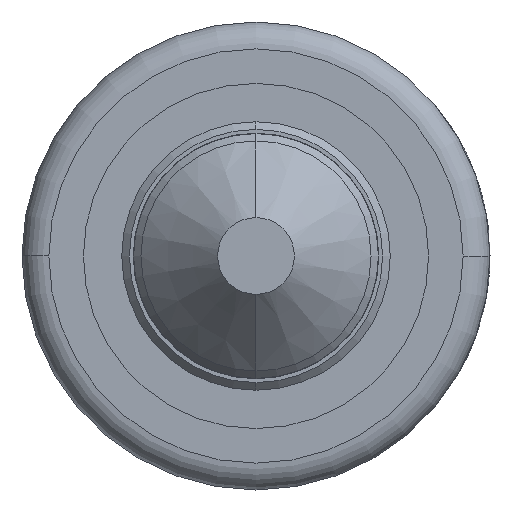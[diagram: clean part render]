
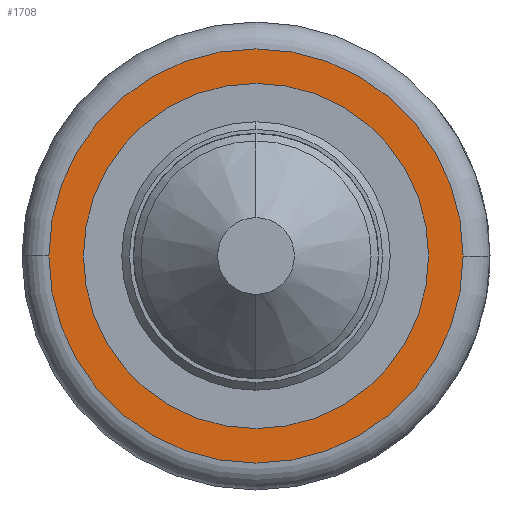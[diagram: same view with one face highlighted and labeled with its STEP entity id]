
A CAD part, left-side view. The second image highlights one B-rep face of the part: STEP entity #1708.
In plain terms, the highlighted face is planar.
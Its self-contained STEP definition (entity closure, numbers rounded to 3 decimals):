
#57 = ORIENTED_EDGE ( 'NONE', *, *, #10252, .T. ) ;
#424 = DIRECTION ( 'NONE',  ( 0., 0., 1. ) ) ;
#485 = CARTESIAN_POINT ( 'NONE',  ( 0., 13.9, 0. ) ) ;
#1326 = VERTEX_POINT ( 'NONE', #15732 ) ;
#1384 = AXIS2_PLACEMENT_3D ( 'NONE', #10134, #15957, #14124 ) ;
#1510 = CARTESIAN_POINT ( 'NONE',  ( 0., 13.9, 0. ) ) ;
#1708 = ADVANCED_FACE ( 'NONE', ( #9501 ), #3194, .T. ) ;
#1978 = DIRECTION ( 'NONE',  ( 0., 1., 0. ) ) ;
#2874 = CIRCLE ( 'NONE', #7296, 2.7 ) ;
#3194 = PLANE ( 'NONE',  #10773 ) ;
#6927 = CARTESIAN_POINT ( 'NONE',  ( 0., 13.9, 2.7 ) ) ;
#7178 = DIRECTION ( 'NONE',  ( 0., 0., 1. ) ) ;
#7296 = AXIS2_PLACEMENT_3D ( 'NONE', #1510, #10128, #7178 ) ;
#9501 = FACE_OUTER_BOUND ( 'NONE', #17589, .T. ) ;
#10128 = DIRECTION ( 'NONE',  ( 0., 1., 0. ) ) ;
#10134 = CARTESIAN_POINT ( 'NONE',  ( 0., 13.9, 0. ) ) ;
#10252 = EDGE_CURVE ( 'NONE', #1326, #13470, #2874, .T. ) ;
#10773 = AXIS2_PLACEMENT_3D ( 'NONE', #485, #1978, #424 ) ;
#10925 = ORIENTED_EDGE ( 'NONE', *, *, #16266, .T. ) ;
#13470 = VERTEX_POINT ( 'NONE', #6927 ) ;
#14124 = DIRECTION ( 'NONE',  ( 0., 0., 1. ) ) ;
#14964 = CIRCLE ( 'NONE', #1384, 2.7 ) ;
#15732 = CARTESIAN_POINT ( 'NONE',  ( 0., 13.9, -2.7 ) ) ;
#15957 = DIRECTION ( 'NONE',  ( 0., 1., 0. ) ) ;
#16266 = EDGE_CURVE ( 'NONE', #13470, #1326, #14964, .T. ) ;
#17589 = EDGE_LOOP ( 'NONE', ( #10925, #57 ) ) ;
